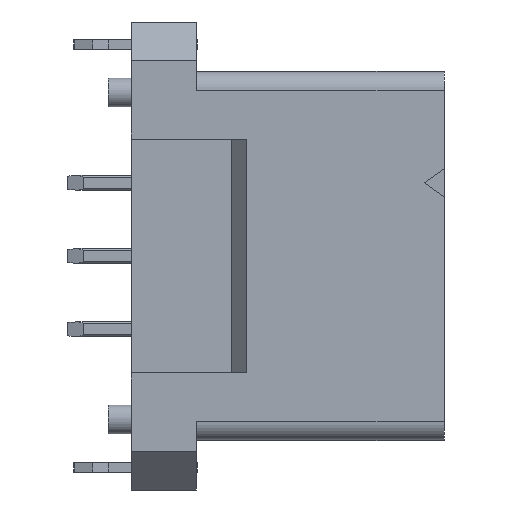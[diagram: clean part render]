
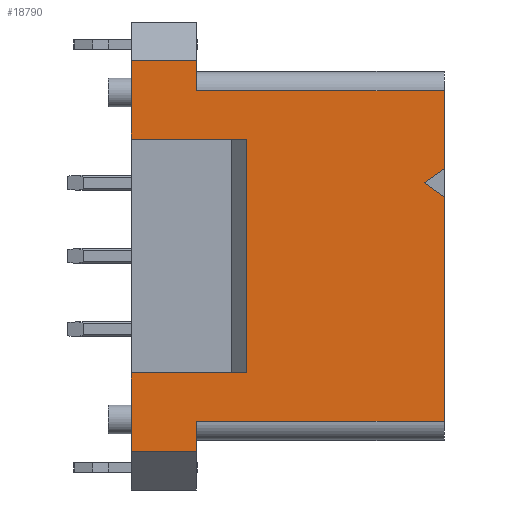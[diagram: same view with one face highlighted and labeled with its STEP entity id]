
A CAD part, left-side view. The second image highlights one B-rep face of the part: STEP entity #18790.
In plain terms, the highlighted planar face has unit normal (-1, 0, 0).
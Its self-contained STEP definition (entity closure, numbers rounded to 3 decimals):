
#520=CARTESIAN_POINT('',(-11.523,16.981,-32.948));
#530=VERTEX_POINT('',#520);
#680=CARTESIAN_POINT('',(-11.523,16.981,-31.448));
#690=VERTEX_POINT('',#680);
#720=CARTESIAN_POINT('',(-11.523,16.981,-25.148));
#730=DIRECTION('',(0.,0.,-1.));
#740=VECTOR('',#730,1.);
#750=LINE('',#720,#740);
#760=CARTESIAN_POINT('',(-11.523,16.981,-27.398));
#770=VERTEX_POINT('',#760);
#780=EDGE_CURVE('',#770,#690,#750,.T.);
#1270=CARTESIAN_POINT('',(-11.523,16.981,-44.618));
#1280=VERTEX_POINT('',#1270);
#1310=CARTESIAN_POINT('',(-11.523,16.981,-17.528));
#1320=DIRECTION('',(0.,0.,-1.));
#1330=VECTOR('',#1320,1.);
#1340=LINE('',#1310,#1330);
#1350=EDGE_CURVE('',#530,#1280,#1340,.T.);
#7280=CARTESIAN_POINT('',(-11.523,29.881,-44.618));
#7290=VERTEX_POINT('',#7280);
#7320=CARTESIAN_POINT('',(-11.523,25.881,-44.618));
#7330=DIRECTION('',(0.,1.,0.));
#7340=VECTOR('',#7330,1.);
#7350=LINE('',#7320,#7340);
#7360=EDGE_CURVE('',#1280,#7290,#7350,.T.);
#8230=CARTESIAN_POINT('',(-11.523,33.281,-42.097));
#8240=VERTEX_POINT('',#8230);
#8270=CARTESIAN_POINT('',(-11.523,33.281,-66.198));
#8280=DIRECTION('',(0.,0.,1.));
#8290=VECTOR('',#8280,1.);
#8300=LINE('',#8270,#8290);
#8310=CARTESIAN_POINT('',(-11.523,33.281,-46.193));
#8320=VERTEX_POINT('',#8310);
#8330=EDGE_CURVE('',#8320,#8240,#8300,.T.);
#9250=CARTESIAN_POINT('',(-11.523,33.281,-25.823));
#9260=VERTEX_POINT('',#9250);
#9290=CARTESIAN_POINT('',(-11.523,33.281,-66.198));
#9300=DIRECTION('',(0.,0.,-1.));
#9310=VECTOR('',#9300,1.);
#9320=LINE('',#9290,#9310);
#9330=CARTESIAN_POINT('',(-11.523,33.281,-29.918));
#9340=VERTEX_POINT('',#9330);
#9350=EDGE_CURVE('',#9260,#9340,#9320,.T.);
#15920=CARTESIAN_POINT('',(-11.523,29.881,-46.193));
#15930=VERTEX_POINT('',#15920);
#15960=CARTESIAN_POINT('',(-11.523,29.881,-25.148));
#15970=DIRECTION('',(0.,0.,1.));
#15980=VECTOR('',#15970,1.);
#15990=LINE('',#15960,#15980);
#16000=EDGE_CURVE('',#15930,#7290,#15990,.T.);
#18020=CARTESIAN_POINT('',(-11.523,30.668,-27.964
));
#18030=DIRECTION('',(-1.,0.,0.));
#18040=DIRECTION('',(0.,1.,0.));
#18050=AXIS2_PLACEMENT_3D('',#18020,#18030,#18040);
#18060=PLANE('',#18050);
#18070=CARTESIAN_POINT('',(-11.523,27.281,-25.148));
#18080=DIRECTION('',(0.,0.,1.));
#18090=VECTOR('',#18080,1.);
#18100=LINE('',#18070,#18090);
#18110=CARTESIAN_POINT('',(-11.523,27.281,-42.097));
#18120=VERTEX_POINT('',#18110);
#18130=CARTESIAN_POINT('',(-11.523,27.281,-29.918));
#18140=VERTEX_POINT('',#18130);
#18150=EDGE_CURVE('',#18120,#18140,#18100,.T.);
#18160=ORIENTED_EDGE('',*,*,#18150,.F.);
#18170=CARTESIAN_POINT('',(-11.523,25.881,-29.918));
#18180=DIRECTION('',(0.,-1.,0.));
#18190=VECTOR('',#18180,1.);
#18200=LINE('',#18170,#18190);
#18210=EDGE_CURVE('',#9340,#18140,#18200,.T.);
#18220=ORIENTED_EDGE('',*,*,#18210,.T.);
#18230=ORIENTED_EDGE('',*,*,#9350,.T.);
#18240=CARTESIAN_POINT('',(-11.523,25.881,-25.823));
#18250=DIRECTION('',(0.,1.,0.));
#18260=VECTOR('',#18250,1.);
#18270=LINE('',#18240,#18260);
#18280=CARTESIAN_POINT('',(-11.523,29.881,-25.823));
#18290=VERTEX_POINT('',#18280);
#18300=EDGE_CURVE('',#18290,#9260,#18270,.T.);
#18310=ORIENTED_EDGE('',*,*,#18300,.T.);
#18320=CARTESIAN_POINT('',(-11.523,29.881,-25.148));
#18330=DIRECTION('',(0.,0.,1.));
#18340=VECTOR('',#18330,1.);
#18350=LINE('',#18320,#18340);
#18360=CARTESIAN_POINT('',(-11.523,29.881,-27.398));
#18370=VERTEX_POINT('',#18360);
#18380=EDGE_CURVE('',#18370,#18290,#18350,.T.);
#18390=ORIENTED_EDGE('',*,*,#18380,.T.);
#18400=CARTESIAN_POINT('',(-11.523,25.881,-27.398));
#18410=DIRECTION('',(0.,1.,0.));
#18420=VECTOR('',#18410,1.);
#18430=LINE('',#18400,#18420);
#18440=EDGE_CURVE('',#770,#18370,#18430,.T.);
#18450=ORIENTED_EDGE('',*,*,#18440,.T.);
#18460=ORIENTED_EDGE('',*,*,#780,.F.);
#18470=CARTESIAN_POINT('',(-11.523,25.881,-37.805));
#18480=DIRECTION('',(0.,-0.814,
0.581));
#18490=VECTOR('',#18480,1.);
#18500=LINE('',#18470,#18490);
#18510=CARTESIAN_POINT('',(-11.523,18.031,-32.198));
#18520=VERTEX_POINT('',#18510);
#18530=EDGE_CURVE('',#18520,#690,#18500,.T.);
#18540=ORIENTED_EDGE('',*,*,#18530,.T.);
#18550=CARTESIAN_POINT('',(-11.523,25.881,-26.59));
#18560=DIRECTION('',(0.,0.814,
0.581));
#18570=VECTOR('',#18560,1.);
#18580=LINE('',#18550,#18570);
#18590=EDGE_CURVE('',#530,#18520,#18580,.T.);
#18600=ORIENTED_EDGE('',*,*,#18590,.T.);
#18610=ORIENTED_EDGE('',*,*,#1350,.F.);
#18620=ORIENTED_EDGE('',*,*,#7360,.F.);
#18630=ORIENTED_EDGE('',*,*,#16000,.T.);
#18640=CARTESIAN_POINT('',(-11.523,25.881,-46.193));
#18650=DIRECTION('',(0.,1.,0.));
#18660=VECTOR('',#18650,1.);
#18670=LINE('',#18640,#18660);
#18680=EDGE_CURVE('',#15930,#8320,#18670,.T.);
#18690=ORIENTED_EDGE('',*,*,#18680,.F.);
#18700=ORIENTED_EDGE('',*,*,#8330,.F.);
#18710=CARTESIAN_POINT('',(-11.523,25.881,-42.097));
#18720=DIRECTION('',(0.,1.,0.));
#18730=VECTOR('',#18720,1.);
#18740=LINE('',#18710,#18730);
#18750=EDGE_CURVE('',#18120,#8240,#18740,.T.);
#18760=ORIENTED_EDGE('',*,*,#18750,.T.);
#18770=EDGE_LOOP('',(#18760,#18700,#18690,#18630,#18620,#18610,#18600,
#18540,#18460,#18450,#18390,#18310,#18230,#18220,#18160));
#18780=FACE_OUTER_BOUND('',#18770,.T.);
#18790=ADVANCED_FACE('',(#18780),#18060,.T.);
